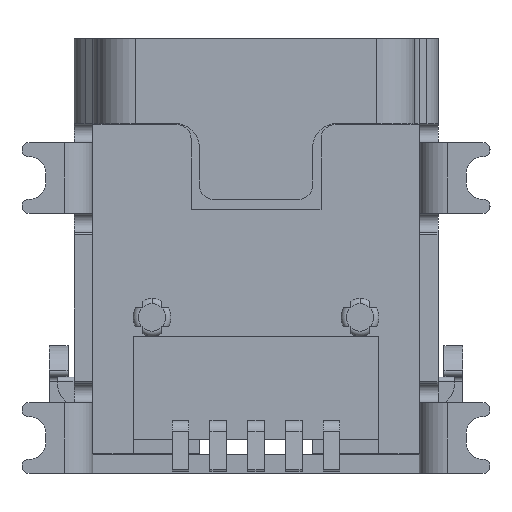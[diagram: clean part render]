
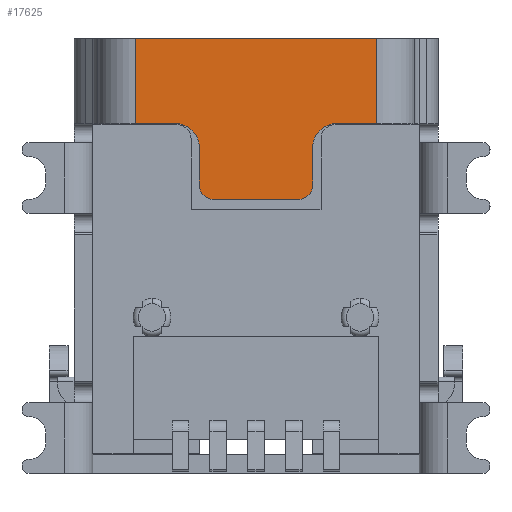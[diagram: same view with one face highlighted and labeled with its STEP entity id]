
A CAD part, front view. The second image highlights one B-rep face of the part: STEP entity #17625.
In plain terms, the highlighted planar face has unit normal (0, -1, 0).
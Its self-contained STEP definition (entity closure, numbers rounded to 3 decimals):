
#201 = CARTESIAN_POINT ( 'NONE',  ( 1.2, 0.1, -0.9 ) ) ;
#309 = DIRECTION ( 'NONE',  ( 1., 0., 0. ) ) ;
#379 = CARTESIAN_POINT ( 'NONE',  ( -0.9, 0.1, -1.2 ) ) ;
#585 = DIRECTION ( 'NONE',  ( 1., 0., 0. ) ) ;
#617 = ORIENTED_EDGE ( 'NONE', *, *, #12382, .T. ) ;
#710 = CARTESIAN_POINT ( 'NONE',  ( -4.95, 0.1, 0.4 ) ) ;
#731 = DIRECTION ( 'NONE',  ( 0., 0., 1. ) ) ;
#890 = EDGE_CURVE ( 'NONE', #2062, #16933, #8926, .T. ) ;
#1163 = CARTESIAN_POINT ( 'NONE',  ( -4.95, 0.1, 0.4 ) ) ;
#1340 = EDGE_CURVE ( 'NONE', #16095, #10161, #17483, .T. ) ;
#1789 = AXIS2_PLACEMENT_3D ( 'NONE', #5203, #19513, #9917 ) ;
#2041 = CARTESIAN_POINT ( 'NONE',  ( 0., 0.1, 2.2 ) ) ;
#2062 = VERTEX_POINT ( 'NONE', #12967 ) ;
#2451 = FACE_OUTER_BOUND ( 'NONE', #19559, .T. ) ;
#2763 = CIRCLE ( 'NONE', #20527, 0.5 ) ;
#2986 = CARTESIAN_POINT ( 'NONE',  ( -2.55, 0.1, 2.2 ) ) ;
#3008 = CARTESIAN_POINT ( 'NONE',  ( -2.55, 0.1, 0.4 ) ) ;
#3176 = ORIENTED_EDGE ( 'NONE', *, *, #8131, .T. ) ;
#3227 = VERTEX_POINT ( 'NONE', #19669 ) ;
#3308 = VERTEX_POINT ( 'NONE', #19935 ) ;
#3323 = VERTEX_POINT ( 'NONE', #12172 ) ;
#3427 = CARTESIAN_POINT ( 'NONE',  ( 1.2, 0.1, -0.1 ) ) ;
#3630 = LINE ( 'NONE', #1163, #16873 ) ;
#4005 = VECTOR ( 'NONE', #17188, 1000. ) ;
#4236 = CARTESIAN_POINT ( 'NONE',  ( 1.7, 0.1, -0.1 ) ) ;
#4260 = ORIENTED_EDGE ( 'NONE', *, *, #17108, .T. ) ;
#4316 = ORIENTED_EDGE ( 'NONE', *, *, #13336, .T. ) ;
#4400 = DIRECTION ( 'NONE',  ( 1., 0., 0. ) ) ;
#4568 = CIRCLE ( 'NONE', #13971, 0.3 ) ;
#5105 = ORIENTED_EDGE ( 'NONE', *, *, #1340, .T. ) ;
#5203 = CARTESIAN_POINT ( 'NONE',  ( 0.9, 0.1, -0.9 ) ) ;
#5238 = CIRCLE ( 'NONE', #19886, 0.5 ) ;
#5309 = PLANE ( 'NONE',  #12624 ) ;
#5314 = EDGE_CURVE ( 'NONE', #17001, #14301, #3630, .T. ) ;
#5440 = DIRECTION ( 'NONE',  ( 0., 1., 0. ) ) ;
#5529 = ORIENTED_EDGE ( 'NONE', *, *, #12397, .T. ) ;
#5695 = DIRECTION ( 'NONE',  ( 0., 1., 0. ) ) ;
#6123 = EDGE_CURVE ( 'NONE', #14120, #3323, #18197, .T. ) ;
#6904 = DIRECTION ( 'NONE',  ( 0., 0., 1. ) ) ;
#6978 = CARTESIAN_POINT ( 'NONE',  ( -1.7, 0.1, -0.1 ) ) ;
#7179 = ORIENTED_EDGE ( 'NONE', *, *, #11415, .F. ) ;
#7699 = CARTESIAN_POINT ( 'NONE',  ( -0.9, 0.1, -0.9 ) ) ;
#7723 = VECTOR ( 'NONE', #19315, 1000. ) ;
#7758 = ORIENTED_EDGE ( 'NONE', *, *, #18474, .F. ) ;
#7776 = ORIENTED_EDGE ( 'NONE', *, *, #5314, .T. ) ;
#7965 = DIRECTION ( 'NONE',  ( 0., -1., 0. ) ) ;
#8131 = EDGE_CURVE ( 'NONE', #14301, #2062, #2763, .T. ) ;
#8221 = CARTESIAN_POINT ( 'NONE',  ( 0., 0.1, 2.2 ) ) ;
#8256 = CARTESIAN_POINT ( 'NONE',  ( -1.7, 0.1, 0.4 ) ) ;
#8272 = ORIENTED_EDGE ( 'NONE', *, *, #890, .T. ) ;
#8484 = LINE ( 'NONE', #379, #14758 ) ;
#8926 = LINE ( 'NONE', #15779, #4005 ) ;
#8944 = DIRECTION ( 'NONE',  ( 0., 0., 1. ) ) ;
#9518 = LINE ( 'NONE', #2986, #17799 ) ;
#9586 = CARTESIAN_POINT ( 'NONE',  ( 1.7, 0.1, 0.4 ) ) ;
#9917 = DIRECTION ( 'NONE',  ( 0., 0., -1. ) ) ;
#10090 = LINE ( 'NONE', #15204, #19639 ) ;
#10133 = DIRECTION ( 'NONE',  ( 1., 0., 0. ) ) ;
#10161 = VERTEX_POINT ( 'NONE', #13242 ) ;
#10996 = CARTESIAN_POINT ( 'NONE',  ( -1.2, 0.1, -0.9 ) ) ;
#11415 = EDGE_CURVE ( 'NONE', #3227, #13766, #19970, .T. ) ;
#12172 = CARTESIAN_POINT ( 'NONE',  ( 2.55, 0.1, 0.4 ) ) ;
#12382 = EDGE_CURVE ( 'NONE', #16933, #3308, #4568, .T. ) ;
#12397 = EDGE_CURVE ( 'NONE', #3227, #17001, #9518, .T. ) ;
#12624 = AXIS2_PLACEMENT_3D ( 'NONE', #2041, #5440, #6904 ) ;
#12967 = CARTESIAN_POINT ( 'NONE',  ( -1.2, 0.1, -0.1 ) ) ;
#12991 = CARTESIAN_POINT ( 'NONE',  ( 2.55, 0.1, 2.2 ) ) ;
#13242 = CARTESIAN_POINT ( 'NONE',  ( 1.2, 0.1, -0.9 ) ) ;
#13336 = EDGE_CURVE ( 'NONE', #19979, #14120, #5238, .T. ) ;
#13766 = VERTEX_POINT ( 'NONE', #12991 ) ;
#13919 = VECTOR ( 'NONE', #10133, 1000. ) ;
#13971 = AXIS2_PLACEMENT_3D ( 'NONE', #7699, #7965, #14185 ) ;
#14118 = DIRECTION ( 'NONE',  ( 0., 0., -1. ) ) ;
#14120 = VERTEX_POINT ( 'NONE', #9586 ) ;
#14185 = DIRECTION ( 'NONE',  ( 0., 0., -1. ) ) ;
#14301 = VERTEX_POINT ( 'NONE', #8256 ) ;
#14758 = VECTOR ( 'NONE', #585, 1000. ) ;
#15204 = CARTESIAN_POINT ( 'NONE',  ( 2.55, 0.1, 2.2 ) ) ;
#15779 = CARTESIAN_POINT ( 'NONE',  ( -1.2, 0.1, -0.1 ) ) ;
#16095 = VERTEX_POINT ( 'NONE', #16448 ) ;
#16448 = CARTESIAN_POINT ( 'NONE',  ( 0.9, 0.1, -1.2 ) ) ;
#16615 = EDGE_CURVE ( 'NONE', #3308, #16095, #8484, .T. ) ;
#16873 = VECTOR ( 'NONE', #4400, 1000. ) ;
#16903 = DIRECTION ( 'NONE',  ( 0., 0., -1. ) ) ;
#16933 = VERTEX_POINT ( 'NONE', #10996 ) ;
#17001 = VERTEX_POINT ( 'NONE', #3008 ) ;
#17108 = EDGE_CURVE ( 'NONE', #10161, #19979, #17759, .T. ) ;
#17188 = DIRECTION ( 'NONE',  ( 0., 0., -1. ) ) ;
#17247 = VECTOR ( 'NONE', #309, 1000. ) ;
#17442 = ORIENTED_EDGE ( 'NONE', *, *, #16615, .T. ) ;
#17483 = CIRCLE ( 'NONE', #1789, 0.3 ) ;
#17625 = ADVANCED_FACE ( 'NONE', ( #2451 ), #5309, .F. ) ;
#17759 = LINE ( 'NONE', #201, #7723 ) ;
#17799 = VECTOR ( 'NONE', #14118, 1000. ) ;
#18197 = LINE ( 'NONE', #710, #13919 ) ;
#18474 = EDGE_CURVE ( 'NONE', #13766, #3323, #10090, .T. ) ;
#19225 = ORIENTED_EDGE ( 'NONE', *, *, #6123, .T. ) ;
#19315 = DIRECTION ( 'NONE',  ( 0., 0., 1. ) ) ;
#19513 = DIRECTION ( 'NONE',  ( 0., -1., 0. ) ) ;
#19559 = EDGE_LOOP ( 'NONE', ( #5529, #7776, #3176, #8272, #617, #17442, #5105, #4260, #4316, #19225, #7758, #7179 ) ) ;
#19639 = VECTOR ( 'NONE', #16903, 1000. ) ;
#19669 = CARTESIAN_POINT ( 'NONE',  ( -2.55, 0.1, 2.2 ) ) ;
#19708 = DIRECTION ( 'NONE',  ( 0., 1., 0. ) ) ;
#19886 = AXIS2_PLACEMENT_3D ( 'NONE', #4236, #5695, #8944 ) ;
#19935 = CARTESIAN_POINT ( 'NONE',  ( -0.9, 0.1, -1.2 ) ) ;
#19970 = LINE ( 'NONE', #8221, #17247 ) ;
#19979 = VERTEX_POINT ( 'NONE', #3427 ) ;
#20527 = AXIS2_PLACEMENT_3D ( 'NONE', #6978, #19708, #731 ) ;
